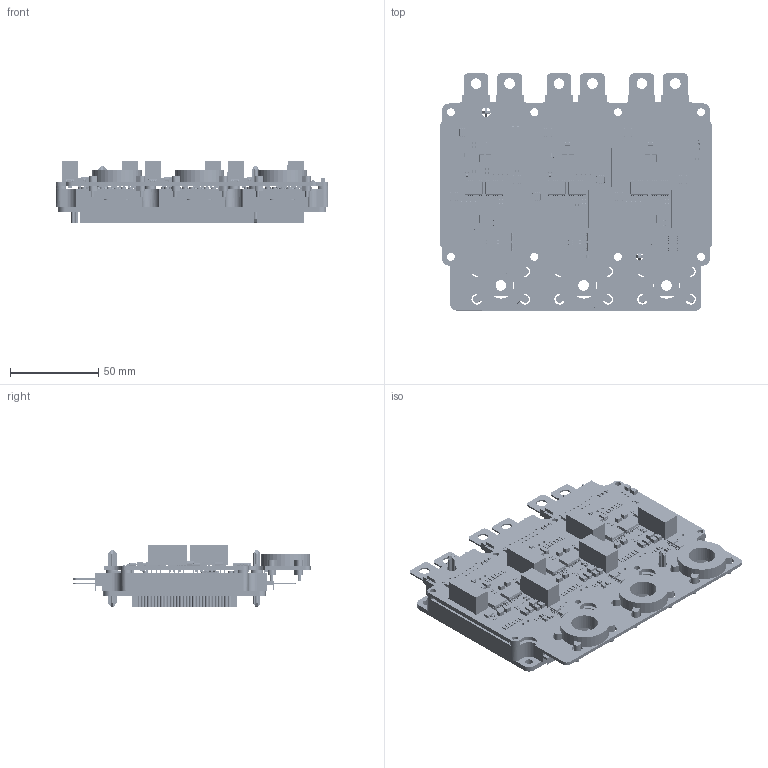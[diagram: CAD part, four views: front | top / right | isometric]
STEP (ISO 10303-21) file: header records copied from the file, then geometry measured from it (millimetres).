
FILE_DESCRIPTION(('KiCad electronic assembly'),'2;1');
FILE_NAME('Adapter.step','2024-10-06T19:52:28',('Pcbnew'),('Kicad'), 'Open CASCADE STEP processor 7.8','KiCad to STEP converter','Unknown' );
FILE_SCHEMA(('AUTOMOTIVE_DESIGN { 1 0 10303 214 1 1 1 1 }'));
Length unit declared in the file: millimetre
Products named in the file (32): Adapter 1; R_0805_2012Metric; SOT-23-5; SOT_23_5; Current sensor low; D_SMA; C_1210_3225Metric; R_1206_3216Metric; C_0805_2012Metric; WRA_S-3WR2; WR_S-1WR2_ASM; SOIC-8_3.9x4.9mm_P1.27mm; SOIC_8_39x49mm_P127mm; LED_0805_2012Metric; SOIC-16W_7.5x10.3mm_P1.27mm; SOIC_16W_75x103mm_P127mm; L_1812_4532Metric; Starpower GD820HTX75P6HB; D_SOD-123; D_SOD_123; SOT-223; SOT_223; Adapter_PCB
Assembly tree (282 placements, depth 3):
  Adapter 1
    R_0805_2012Metric  x67
      R_0805_2012Metric
    SOT-23-5  x6
      SOT_23_5
    Current sensor low  x3
      Current sensor low
    D_SMA  x12
      D_SMA
    C_1210_3225Metric  x26
      C_1210_3225Metric
    R_1206_3216Metric  x36
      R_1206_3216Metric
    C_0805_2012Metric  x63
      C_0805_2012Metric
    WRA_S-3WR2  x6
      WR_S-1WR2_ASM
    SOIC-8_3.9x4.9mm_P1.27mm  x15
      SOIC_8_39x49mm_P127mm
    LED_0805_2012Metric  x10
      LED_0805_2012Metric
    SOIC-16W_7.5x10.3mm_P1.27mm  x6
      SOIC_16W_75x103mm_P127mm
    L_1812_4532Metric  x6
      L_1812_4532Metric
    Starpower GD820HTX75P6HB
      Starpower GD820HTX75P6HB
    D_SOD-123  x6
      D_SOD_123
    SOT-223  x3
      SOT_223
    Adapter_PCB
Bounding box: 154.57 x 134.5 x 35.25 mm (x, y, z)
Volume: 276357.3 mm3; surface area: 114665.8 mm2
Topology: 344 solids, 344 shells, 13509 faces, 34675 edges, 22252 vertices
Faces by surface type: plane 8408, cylinder 3861, bspline 1218, cone 12, torus 10
Full cylindrical faces by diameter (mm): 0.5 x9, 0.6 x21, 1 x42, 1.02 x42, 1.2 x3, 1.5 x24, 3.5 x8, 5.5 x2, 6 x12, 9.6 x2, 16 x3
Entity records: 89397 total; most frequent: CARTESIAN_POINT 13744, DIRECTION 12489, ORIENTED_EDGE 12152, EDGE_CURVE 6076, AXIS2_PLACEMENT_3D 4185, LINE 4119, VECTOR 4119, VERTEX_POINT 3934
